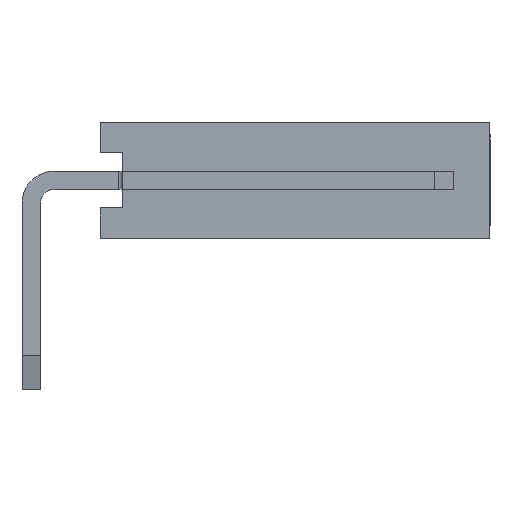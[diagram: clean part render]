
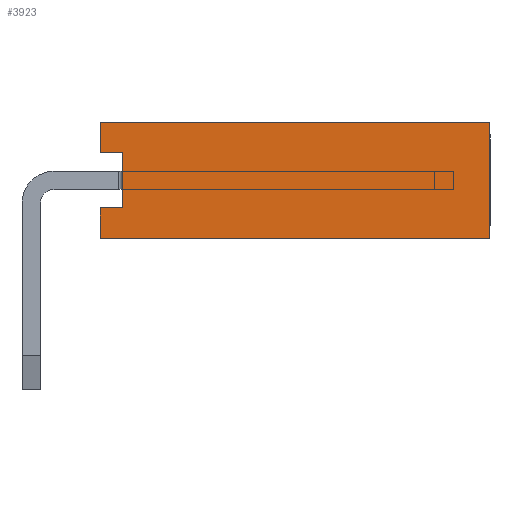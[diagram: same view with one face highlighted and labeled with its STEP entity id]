
A CAD part, left-side view. The second image highlights one B-rep face of the part: STEP entity #3923.
In plain terms, the highlighted planar face has unit normal (-1, 0, 0).
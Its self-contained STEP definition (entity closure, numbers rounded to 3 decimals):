
#3923=ADVANCED_FACE('',(#20969),#20971,.T.);
#20969=FACE_BOUND('',#20970,.T.);
#20970=EDGE_LOOP('',(#34685,#34686,#34687,#34688,#34689,#34690,#34691,#34692));
#20971=PLANE('',#20972);
#20972=AXIS2_PLACEMENT_3D('',#20973,#20974,#20975);
#20973=CARTESIAN_POINT('',(-1.27,-1.5,2.54));
#20974=DIRECTION('',(-1.,0.,0.));
#20975=DIRECTION('',(0.,0.,-1.));
#34685=ORIENTED_EDGE('',*,*,#44557,.T.);
#34686=ORIENTED_EDGE('',*,*,#44558,.T.);
#34687=ORIENTED_EDGE('',*,*,#44559,.T.);
#34688=ORIENTED_EDGE('',*,*,#44560,.F.);
#34689=ORIENTED_EDGE('',*,*,#44561,.F.);
#34690=ORIENTED_EDGE('',*,*,#44562,.T.);
#34691=ORIENTED_EDGE('',*,*,#44563,.T.);
#34692=ORIENTED_EDGE('',*,*,#43885,.T.);
#43885=EDGE_CURVE('',#50273,#50274,#50275,.T.);
#44557=EDGE_CURVE('',#50274,#51221,#51222,.F.);
#44558=EDGE_CURVE('',#51221,#51223,#51224,.T.);
#44559=EDGE_CURVE('',#51223,#51225,#51226,.T.);
#44560=EDGE_CURVE('',#51227,#51225,#51228,.T.);
#44561=EDGE_CURVE('',#51229,#51227,#51230,.T.);
#44562=EDGE_CURVE('',#51229,#51231,#51232,.T.);
#44563=EDGE_CURVE('',#51231,#50273,#51233,.F.);
#50273=VERTEX_POINT('',#61529);
#50274=VERTEX_POINT('',#61530);
#50275=LINE('',#61531,#61532);
#51221=VERTEX_POINT('',#63821);
#51222=LINE('',#63822,#63823);
#51223=VERTEX_POINT('',#63825);
#51224=LINE('',#63826,#63827);
#51225=VERTEX_POINT('',#63829);
#51226=LINE('',#63830,#63831);
#51227=VERTEX_POINT('',#63833);
#51228=LINE('',#63834,#63835);
#51229=VERTEX_POINT('',#63837);
#51230=LINE('',#63838,#63839);
#51231=VERTEX_POINT('',#63841);
#51232=LINE('',#63842,#63843);
#51233=LINE('',#63845,#63846);
#61529=CARTESIAN_POINT('',(-1.27,-2.,1.87));
#61530=CARTESIAN_POINT('',(-1.27,-2.,0.67));
#61531=CARTESIAN_POINT('',(-1.27,-2.,1.87));
#61532=VECTOR('',#61533,1.);
#61533=DIRECTION('',(0.,0.,-1.));
#63821=CARTESIAN_POINT('',(-1.27,-1.5,0.67));
#63822=CARTESIAN_POINT('',(-1.27,-1.5,0.67));
#63823=VECTOR('',#63824,1.);
#63824=DIRECTION('',(0.,-1.,0.));
#63825=CARTESIAN_POINT('',(-1.27,-1.5,0.));
#63826=CARTESIAN_POINT('',(-1.27,-1.5,0.67));
#63827=VECTOR('',#63828,1.);
#63828=DIRECTION('',(0.,0.,-1.));
#63829=CARTESIAN_POINT('',(-1.27,-10.,0.));
#63830=CARTESIAN_POINT('',(-1.27,-1.5,0.));
#63831=VECTOR('',#63832,1.);
#63832=DIRECTION('',(0.,-1.,0.));
#63833=CARTESIAN_POINT('',(-1.27,-10.,2.54));
#63834=CARTESIAN_POINT('',(-1.27,-10.,2.54));
#63835=VECTOR('',#63836,1.);
#63836=DIRECTION('',(0.,0.,-1.));
#63837=CARTESIAN_POINT('',(-1.27,-1.5,2.54));
#63838=CARTESIAN_POINT('',(-1.27,-1.5,2.54));
#63839=VECTOR('',#63840,1.);
#63840=DIRECTION('',(0.,-1.,0.));
#63841=CARTESIAN_POINT('',(-1.27,-1.5,1.87));
#63842=CARTESIAN_POINT('',(-1.27,-1.5,2.54));
#63843=VECTOR('',#63844,1.);
#63844=DIRECTION('',(0.,0.,-1.));
#63845=CARTESIAN_POINT('',(-1.27,-2.,1.87));
#63846=VECTOR('',#63847,1.);
#63847=DIRECTION('',(0.,1.,0.));
